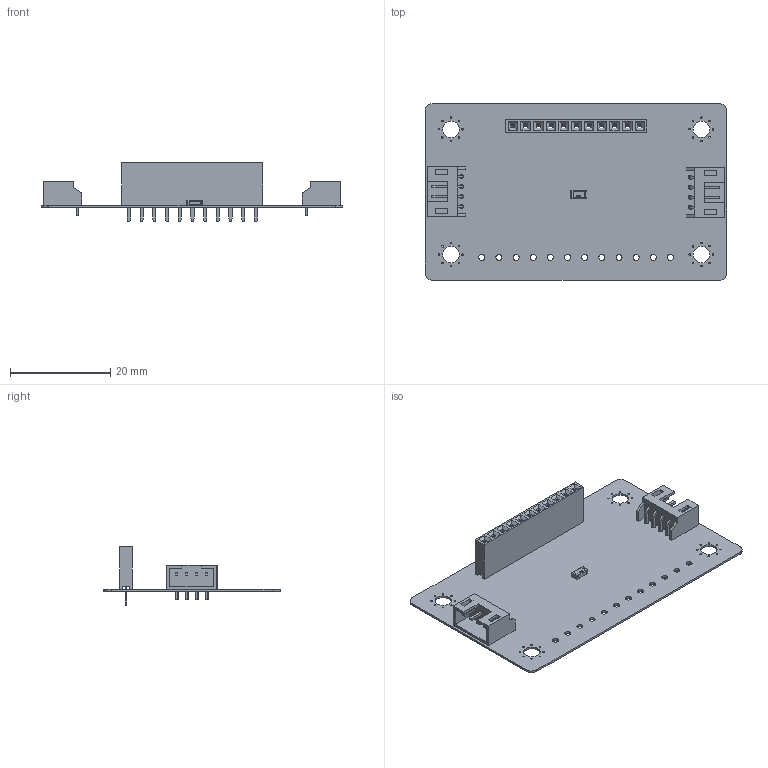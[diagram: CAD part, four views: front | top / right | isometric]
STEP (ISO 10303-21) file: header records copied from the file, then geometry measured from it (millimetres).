
FILE_DESCRIPTION(('Open CASCADE Model'),'2;1');
FILE_NAME('Open CASCADE Shape Model','2016-03-29T01:14:41',('Author'),( 'Open CASCADE'),'Open CASCADE STEP processor 6.8','Open CASCADE 6.8' ,'Unknown');
FILE_SCHEMA(('AUTOMOTIVE_DESIGN { 1 0 10303 214 1 1 1 1 }'));
Length unit declared in the file: millimetre
Products named in the file (9): PCB; Board; P1-1; female_header_a-bl254-eg-g11d_RGB8421504; J2-1; User_Library-PCB_HEADER_(JST_SxB-PH-K-S_(RIGHT_ANGLE))S4B-PH-K-S_
RGB12955568; J1-1; R1; SW3dPS-1206_SMD_Resistor
Assembly tree (9 placements, depth 3):
  PCB
    Board
    P1-1
      female_header_a-bl254-eg-g11d_RGB8421504
    J2-1
      User_Library-PCB_HEADER_(JST_SxB-PH-K-S_(RIGHT_ANGLE))S4B-PH-K-S_
RGB12955568
    J1-1
      User_Library-PCB_HEADER_(JST_SxB-PH-K-S_(RIGHT_ANGLE))S4B-PH-K-S_
RGB12955568
    R1
      SW3dPS-1206_SMD_Resistor
Bounding box: 60.32 x 35.26 x 11.7 mm (x, y, z)
Volume: 1434.6 mm3; surface area: 6638.8 mm2
Topology: 7 solids, 7 shells, 704 faces, 1939 edges, 1246 vertices
Faces by surface type: plane 500, cylinder 160, bspline 36, sphere 8
Full cylindrical faces by diameter (mm): 0.3 x32, 0.8 x8, 1 x11, 1.2 x12, 3.3 x4
Entity records: 59927 total; most frequent: CARTESIAN_POINT 20717, DIRECTION 6045, LINE 4139, VECTOR 4139, ORIENTED_EDGE 3490, PCURVE 3490, DEFINITIONAL_REPRESENTATION 3490, EDGE_CURVE 1745
